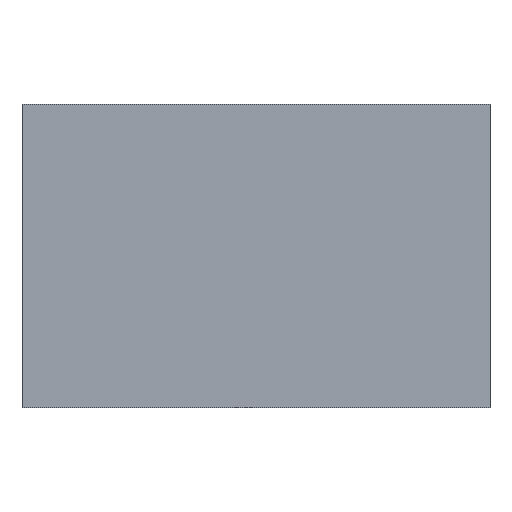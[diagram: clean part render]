
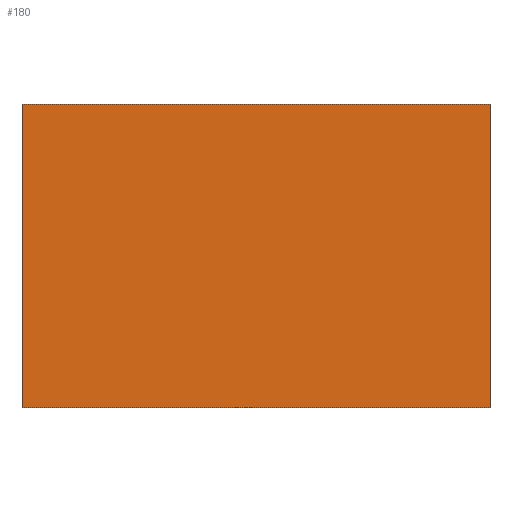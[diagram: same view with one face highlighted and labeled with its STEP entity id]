
A CAD part, top view. The second image highlights one B-rep face of the part: STEP entity #180.
In plain terms, the highlighted planar face has unit normal (0, 0, 1).
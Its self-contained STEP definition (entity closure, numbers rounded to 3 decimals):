
#34=ORIENTED_EDGE('',*,*,#44,.F.);
#35=ORIENTED_EDGE('',*,*,#53,.F.);
#36=ORIENTED_EDGE('',*,*,#50,.F.);
#37=ORIENTED_EDGE('',*,*,#47,.F.);
#44=EDGE_CURVE('',#116,#117,#56,.T.);
#47=EDGE_CURVE('',#117,#119,#59,.T.);
#50=EDGE_CURVE('',#119,#121,#62,.T.);
#53=EDGE_CURVE('',#121,#116,#65,.T.);
#56=LINE('',#414,#68);
#59=LINE('',#420,#71);
#62=LINE('',#426,#74);
#65=LINE('',#431,#77);
#68=VECTOR('',#360,1000.);
#71=VECTOR('',#365,1000.);
#74=VECTOR('',#370,1000.);
#77=VECTOR('',#375,1000.);
#82=EDGE_LOOP('',(#34,#35,#36,#37));
#88=PLANE('',#325);
#116=VERTEX_POINT('',#413);
#117=VERTEX_POINT('',#415);
#119=VERTEX_POINT('',#421);
#121=VERTEX_POINT('',#427);
#150=FACE_BOUND('',#82,.T.);
#180=ADVANCED_FACE('',(#150),#88,.F.);
#325=AXIS2_PLACEMENT_3D('',#432,#376,#377);
#360=DIRECTION('',(0.,-1.,0.));
#365=DIRECTION('',(-1.,0.,0.));
#370=DIRECTION('',(0.,1.,0.));
#375=DIRECTION('',(1.,0.,0.));
#376=DIRECTION('',(0.,0.,-1.));
#377=DIRECTION('',(-1.,0.,0.));
#413=CARTESIAN_POINT('',(0.994,0.644,0.438));
#414=CARTESIAN_POINT('',(0.994,0.644,0.438));
#415=CARTESIAN_POINT('',(0.994,-0.644,0.438));
#420=CARTESIAN_POINT('',(0.994,-0.644,0.438));
#421=CARTESIAN_POINT('',(-0.994,-0.644,0.438));
#426=CARTESIAN_POINT('',(-0.994,-0.644,0.438));
#427=CARTESIAN_POINT('',(-0.994,0.644,0.438));
#431=CARTESIAN_POINT('',(-0.994,0.644,0.438));
#432=CARTESIAN_POINT('',(0.,0.,0.438));
